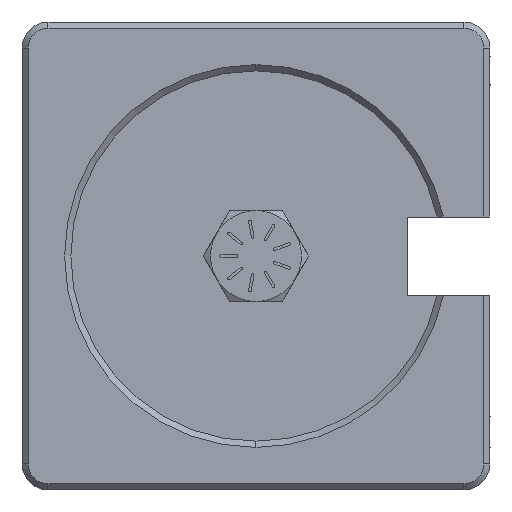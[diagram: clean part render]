
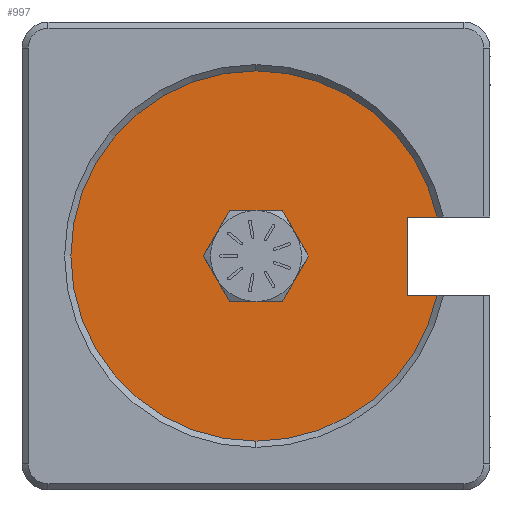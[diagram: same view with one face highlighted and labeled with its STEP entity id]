
A CAD part, front view. The second image highlights one B-rep face of the part: STEP entity #997.
In plain terms, the highlighted planar face has unit normal (0, -1, 0).
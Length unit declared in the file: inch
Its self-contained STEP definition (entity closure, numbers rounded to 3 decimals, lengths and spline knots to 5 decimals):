
#56 = CARTESIAN_POINT ( 'NONE',  ( 1.99503, 2.5, -1.3125 ) ) ;
#283 = CARTESIAN_POINT ( 'NONE',  ( 1.125, 2.5, -1.125 ) ) ;
#348 = EDGE_CURVE ( 'NONE', #5231, #5726, #352, .T. ) ;
#352 = LINE ( 'NONE', #7024, #3706 ) ;
#415 = LINE ( 'NONE', #7149, #4177 ) ;
#648 = CARTESIAN_POINT ( 'NONE',  ( 1.125, 2.5, -1.125 ) ) ;
#685 = DIRECTION ( 'NONE',  ( 0., -1., 0. ) ) ;
#811 = VERTEX_POINT ( 'NONE', #5831 ) ;
#880 = CARTESIAN_POINT ( 'NONE',  ( 1.125, 2.5, -1.3125 ) ) ;
#949 = AXIS2_PLACEMENT_3D ( 'NONE', #5234, #10331, #3664 ) ;
#977 = EDGE_CURVE ( 'NONE', #5231, #811, #2599, .T. ) ;
#997 = ADVANCED_FACE ( 'NONE', ( #5959, #8913 ), #3736, .T. ) ;
#1172 = DIRECTION ( 'NONE',  ( 0., -1., 0. ) ) ;
#1239 = CARTESIAN_POINT ( 'NONE',  ( 1.125, 2.5, -1.0245 ) ) ;
#1420 = CARTESIAN_POINT ( 'NONE',  ( 1.125, 2.5, -1.125 ) ) ;
#1952 = VERTEX_POINT ( 'NONE', #5555 ) ;
#2276 = CIRCLE ( 'NONE', #10549, 0.1005 ) ;
#2326 = CIRCLE ( 'NONE', #8654, 0.89 ) ;
#2518 = VECTOR ( 'NONE', #9918, 39.37008 ) ;
#2599 = CIRCLE ( 'NONE', #4066, 0.89 ) ;
#2782 = DIRECTION ( 'NONE',  ( 0., 0., -1. ) ) ;
#2846 = CARTESIAN_POINT ( 'NONE',  ( 1.125, 2.5, -2.015 ) ) ;
#3103 = ORIENTED_EDGE ( 'NONE', *, *, #4026, .F. ) ;
#3520 = EDGE_CURVE ( 'NONE', #5726, #4235, #415, .T. ) ;
#3597 = EDGE_LOOP ( 'NONE', ( #3103, #4823 ) ) ;
#3664 = DIRECTION ( 'NONE',  ( 0., 0., -1. ) ) ;
#3677 = DIRECTION ( 'NONE',  ( -1., 0., 0. ) ) ;
#3706 = VECTOR ( 'NONE', #3677, 39.37008 ) ;
#3736 = PLANE ( 'NONE',  #949 ) ;
#3774 = DIRECTION ( 'NONE',  ( 0., -1., 0. ) ) ;
#3882 = DIRECTION ( 'NONE',  ( 0., 0., -1. ) ) ;
#3929 = LINE ( 'NONE', #880, #2518 ) ;
#3998 = VERTEX_POINT ( 'NONE', #2846 ) ;
#4026 = EDGE_CURVE ( 'NONE', #1952, #8183, #4936, .T. ) ;
#4066 = AXIS2_PLACEMENT_3D ( 'NONE', #7045, #3774, #2782 ) ;
#4177 = VECTOR ( 'NONE', #3882, 39.37008 ) ;
#4235 = VERTEX_POINT ( 'NONE', #9862 ) ;
#4815 = ORIENTED_EDGE ( 'NONE', *, *, #977, .T. ) ;
#4823 = ORIENTED_EDGE ( 'NONE', *, *, #9062, .F. ) ;
#4936 = CIRCLE ( 'NONE', #5817, 0.1005 ) ;
#5230 = AXIS2_PLACEMENT_3D ( 'NONE', #648, #685, #9680 ) ;
#5231 = VERTEX_POINT ( 'NONE', #10437 ) ;
#5234 = CARTESIAN_POINT ( 'NONE',  ( 1.125, 2.5, -1.125 ) ) ;
#5555 = CARTESIAN_POINT ( 'NONE',  ( 1.125, 2.5, -1.2255 ) ) ;
#5671 = ORIENTED_EDGE ( 'NONE', *, *, #6528, .T. ) ;
#5726 = VERTEX_POINT ( 'NONE', #7888 ) ;
#5817 = AXIS2_PLACEMENT_3D ( 'NONE', #1420, #8845, #7148 ) ;
#5823 = VERTEX_POINT ( 'NONE', #56 ) ;
#5831 = CARTESIAN_POINT ( 'NONE',  ( 1.125, 2.5, -0.235 ) ) ;
#5959 = FACE_OUTER_BOUND ( 'NONE', #9417, .T. ) ;
#6528 = EDGE_CURVE ( 'NONE', #3998, #5823, #2326, .T. ) ;
#6882 = DIRECTION ( 'NONE',  ( 0., 0., -1. ) ) ;
#6952 = DIRECTION ( 'NONE',  ( 0., 0., -1. ) ) ;
#7024 = CARTESIAN_POINT ( 'NONE',  ( 1.125, 2.5, -0.9375 ) ) ;
#7045 = CARTESIAN_POINT ( 'NONE',  ( 1.125, 2.5, -1.125 ) ) ;
#7148 = DIRECTION ( 'NONE',  ( 0., 0., -1. ) ) ;
#7149 = CARTESIAN_POINT ( 'NONE',  ( 1.85377, 2.5, -1.125 ) ) ;
#7257 = EDGE_CURVE ( 'NONE', #811, #3998, #10424, .T. ) ;
#7353 = ORIENTED_EDGE ( 'NONE', *, *, #7257, .T. ) ;
#7748 = ORIENTED_EDGE ( 'NONE', *, *, #10452, .F. ) ;
#7888 = CARTESIAN_POINT ( 'NONE',  ( 1.85377, 2.5, -0.9375 ) ) ;
#8183 = VERTEX_POINT ( 'NONE', #1239 ) ;
#8654 = AXIS2_PLACEMENT_3D ( 'NONE', #283, #9231, #6882 ) ;
#8674 = ORIENTED_EDGE ( 'NONE', *, *, #3520, .F. ) ;
#8833 = ORIENTED_EDGE ( 'NONE', *, *, #348, .F. ) ;
#8845 = DIRECTION ( 'NONE',  ( 0., -1., 0. ) ) ;
#8913 = FACE_BOUND ( 'NONE', #3597, .T. ) ;
#9062 = EDGE_CURVE ( 'NONE', #8183, #1952, #2276, .T. ) ;
#9231 = DIRECTION ( 'NONE',  ( 0., -1., 0. ) ) ;
#9417 = EDGE_LOOP ( 'NONE', ( #7748, #8674, #8833, #4815, #7353, #5671 ) ) ;
#9680 = DIRECTION ( 'NONE',  ( 0., 0., -1. ) ) ;
#9862 = CARTESIAN_POINT ( 'NONE',  ( 1.85377, 2.5, -1.3125 ) ) ;
#9918 = DIRECTION ( 'NONE',  ( 1., 0., 0. ) ) ;
#10288 = CARTESIAN_POINT ( 'NONE',  ( 1.125, 2.5, -1.125 ) ) ;
#10331 = DIRECTION ( 'NONE',  ( 0., -1., 0. ) ) ;
#10424 = CIRCLE ( 'NONE', #5230, 0.89 ) ;
#10437 = CARTESIAN_POINT ( 'NONE',  ( 1.99503, 2.5, -0.9375 ) ) ;
#10452 = EDGE_CURVE ( 'NONE', #4235, #5823, #3929, .T. ) ;
#10549 = AXIS2_PLACEMENT_3D ( 'NONE', #10288, #1172, #6952 ) ;
